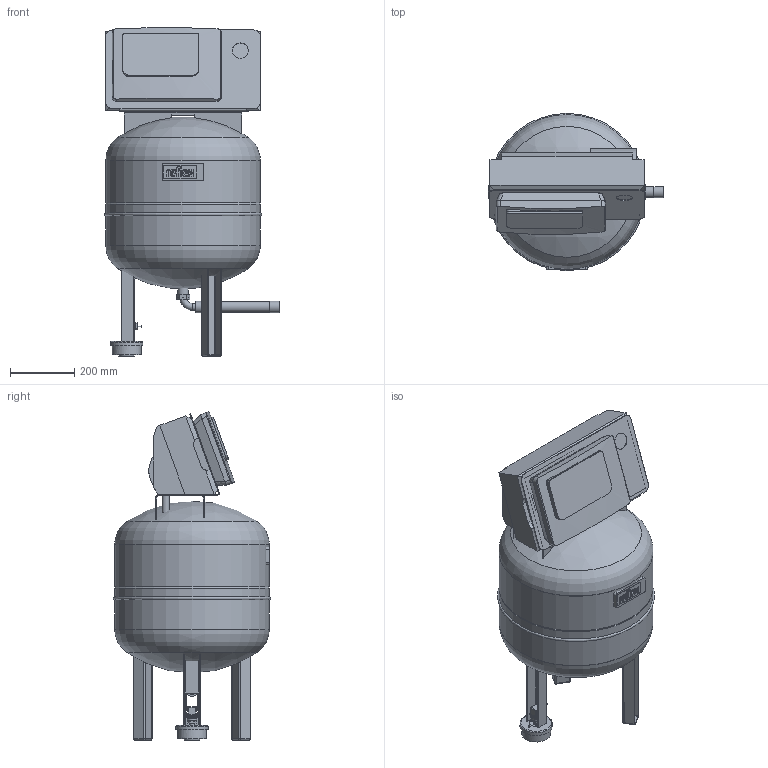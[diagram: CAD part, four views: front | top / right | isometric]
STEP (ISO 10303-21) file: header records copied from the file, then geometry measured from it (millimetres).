
FILE_DESCRIPTION(/* description */ (''),/* implementation_level */ '2;1');
FILE_NAME(/* name */ '3d_ReflexomatXS-8800100.stp',/* time_stamp */ '2022-04-04T07:26:25+02:00',/* author */ ('Andrzej'),/* organization */ (''),/* preprocessor_version */ 'ST-DEVELOPER v16.13',/* originating_system */ 'AutoCAD Mechanical',/* authorisation */ '');
FILE_SCHEMA (('AUTOMOTIVE_DESIGN { 1 0 10303 214 3 1 1 }'));
Length unit declared in the file: millimetre
Products named in the file (1): Product
Bounding box: 544.4 x 488.8 x 1020.69 mm (x, y, z)
Volume: 103794327 mm3; surface area: 3195401.4 mm2
Topology: 39 solids, 39 shells, 1138 faces, 2816 edges, 1838 vertices
Faces by surface type: plane 745, cylinder 332, torus 32, sphere 15, bspline 8, cone 6
Full cylindrical faces by diameter (mm): 5 x1, 5.5 x5, 6 x5, 6.5 x1, 7 x4, 8 x3, 8.544 x1, 9.5 x1, 10 x1, 10.5 x8, 11.22 x1, 13 x2, 13.15 x1, 13.92 x1, 14 x1, 16 x12, 17 x9, 17.5 x8, 19 x8, 20 x2, 21.2 x1, 21.3 x2, 24 x1, 25.7 x1, 28.6 x1, 33.7 x2, 35 x2, 44 x1, 50.5 x1, 90 x2
Entity records: 33434 total; most frequent: CARTESIAN_POINT 6321, DIRECTION 5622, ORIENTED_EDGE 5320, EDGE_CURVE 2660, LINE 1892, VECTOR 1892, AXIS2_PLACEMENT_3D 1865, VERTEX_POINT 1816
